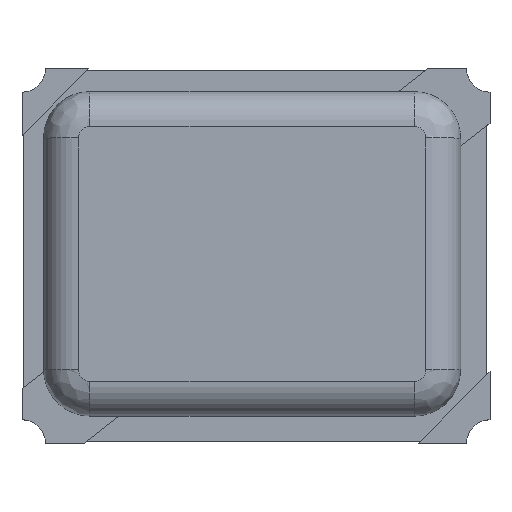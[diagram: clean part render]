
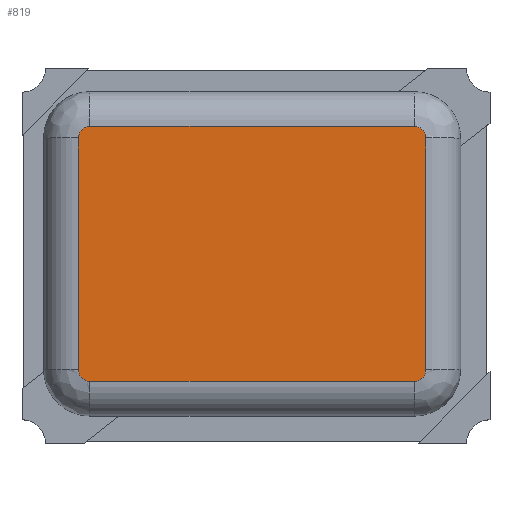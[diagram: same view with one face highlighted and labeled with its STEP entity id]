
A CAD part, top view. The second image highlights one B-rep face of the part: STEP entity #819.
In plain terms, the highlighted planar face has unit normal (0, 0, 1).
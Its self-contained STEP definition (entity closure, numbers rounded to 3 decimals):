
#66=CIRCLE('',#893,0.05);
#72=CIRCLE('',#900,0.05);
#76=CIRCLE('',#905,0.05);
#80=CIRCLE('',#910,0.05);
#129=FACE_OUTER_BOUND('',#179,.T.);
#179=EDGE_LOOP('',(#713,#714,#715,#716,#717,#718,#719,#720));
#242=LINE('',#1349,#318);
#244=LINE('',#1369,#320);
#246=LINE('',#1389,#322);
#247=LINE('',#1405,#323);
#318=VECTOR('',#1096,10.);
#320=VECTOR('',#1108,10.);
#322=VECTOR('',#1120,10.);
#323=VECTOR('',#1129,10.);
#386=VERTEX_POINT('',#1337);
#387=VERTEX_POINT('',#1339);
#389=VERTEX_POINT('',#1345);
#391=VERTEX_POINT('',#1359);
#393=VERTEX_POINT('',#1365);
#395=VERTEX_POINT('',#1379);
#397=VERTEX_POINT('',#1385);
#399=VERTEX_POINT('',#1399);
#482=EDGE_CURVE('',#386,#387,#66,.T.);
#487=EDGE_CURVE('',#387,#389,#242,.T.);
#490=EDGE_CURVE('',#389,#391,#72,.T.);
#493=EDGE_CURVE('',#391,#393,#244,.T.);
#496=EDGE_CURVE('',#393,#395,#76,.T.);
#499=EDGE_CURVE('',#395,#397,#246,.T.);
#502=EDGE_CURVE('',#397,#399,#80,.T.);
#503=EDGE_CURVE('',#399,#386,#247,.T.);
#713=ORIENTED_EDGE('',*,*,#482,.F.);
#714=ORIENTED_EDGE('',*,*,#503,.F.);
#715=ORIENTED_EDGE('',*,*,#502,.F.);
#716=ORIENTED_EDGE('',*,*,#499,.F.);
#717=ORIENTED_EDGE('',*,*,#496,.F.);
#718=ORIENTED_EDGE('',*,*,#493,.F.);
#719=ORIENTED_EDGE('',*,*,#490,.F.);
#720=ORIENTED_EDGE('',*,*,#487,.F.);
#771=PLANE('',#918);
#819=ADVANCED_FACE('',(#129),#771,.T.);
#893=AXIS2_PLACEMENT_3D('',#1340,#1085,#1086);
#900=AXIS2_PLACEMENT_3D('',#1363,#1101,#1102);
#905=AXIS2_PLACEMENT_3D('',#1383,#1113,#1114);
#910=AXIS2_PLACEMENT_3D('',#1403,#1125,#1126);
#918=AXIS2_PLACEMENT_3D('',#1425,#1150,#1151);
#1085=DIRECTION('center_axis',(0.,0.,-1.));
#1086=DIRECTION('ref_axis',(0.707,-0.707,0.));
#1096=DIRECTION('',(-1.,0.,0.));
#1101=DIRECTION('center_axis',(0.,0.,-1.));
#1102=DIRECTION('ref_axis',(-0.707,-0.707,0.));
#1108=DIRECTION('',(0.,1.,0.));
#1113=DIRECTION('center_axis',(0.,0.,-1.));
#1114=DIRECTION('ref_axis',(-0.707,0.707,0.));
#1120=DIRECTION('',(1.,0.,0.));
#1125=DIRECTION('center_axis',(0.,0.,-1.));
#1126=DIRECTION('ref_axis',(0.707,0.707,0.));
#1129=DIRECTION('',(0.,-1.,0.));
#1150=DIRECTION('center_axis',(0.,0.,1.));
#1151=DIRECTION('ref_axis',(1.,0.,0.));
#1337=CARTESIAN_POINT('',(1.737,0.31,0.65));
#1339=CARTESIAN_POINT('',(1.687,0.26,0.65));
#1340=CARTESIAN_POINT('Origin',(1.687,0.31,0.65));
#1345=CARTESIAN_POINT('',(0.287,0.26,0.65));
#1349=CARTESIAN_POINT('',(0.537,0.26,0.65));
#1359=CARTESIAN_POINT('',(0.237,0.31,0.65));
#1363=CARTESIAN_POINT('Origin',(0.287,0.31,0.65));
#1365=CARTESIAN_POINT('',(0.237,1.31,0.65));
#1369=CARTESIAN_POINT('',(0.237,1.16,0.65));
#1379=CARTESIAN_POINT('',(0.287,1.36,0.65));
#1383=CARTESIAN_POINT('Origin',(0.287,1.31,0.65));
#1385=CARTESIAN_POINT('',(1.687,1.36,0.65));
#1389=CARTESIAN_POINT('',(1.437,1.36,0.65));
#1399=CARTESIAN_POINT('',(1.737,1.31,0.65));
#1403=CARTESIAN_POINT('Origin',(1.687,1.31,0.65));
#1405=CARTESIAN_POINT('',(1.737,0.46,0.65));
#1425=CARTESIAN_POINT('Origin',(0.987,0.81,0.65));
